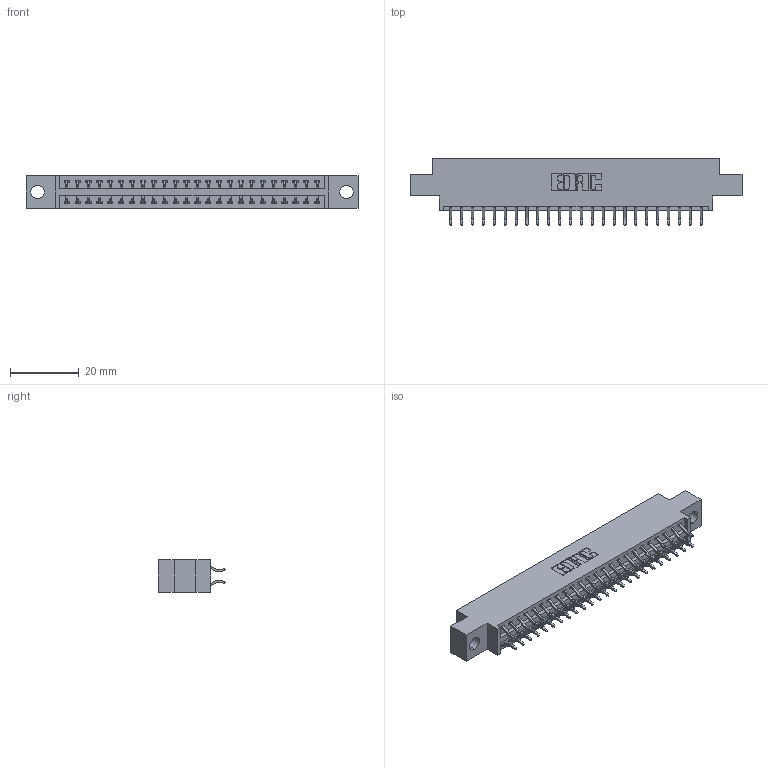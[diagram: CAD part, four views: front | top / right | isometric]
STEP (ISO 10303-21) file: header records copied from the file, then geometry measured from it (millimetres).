
FILE_DESCRIPTION (( 'STEP AP203' ), '1' );
FILE_NAME ('396-048-556-804.STEP', '2018-09-08T00:47:24', ( '' ), ( '' ), 'SwSTEP 2.0', 'SolidWorks 2016', '' );
FILE_SCHEMA (( 'CONFIG_CONTROL_DESIGN' ));
Length unit declared in the file: inch
Products named in the file (3): 346 Part_0.170 Offset - 0.156 Dia-TH; 345-292-001_556 Tail; 396-048-556-804
Assembly tree (49 placements, depth 2):
  396-048-556-804
    346 Part_0.170 Offset - 0.156 Dia-TH
    345-292-001_556 Tail  x48
Bounding box: 96.77 x 19.57 x 9.4 mm (x, y, z)
Volume: 9052.5 mm3; surface area: 12108.7 mm2
Topology: 49 solids, 49 shells, 2910 faces, 8645 edges, 5698 vertices
Faces by surface type: plane 1952, cylinder 958
Entity records: 18441 total; most frequent: CARTESIAN_POINT 3080, ORIENTED_EDGE 3002, DIRECTION 2753, EDGE_CURVE 1501, LINE 1265, VECTOR 1265, VERTEX_POINT 998, AXIS2_PLACEMENT_3D 744
